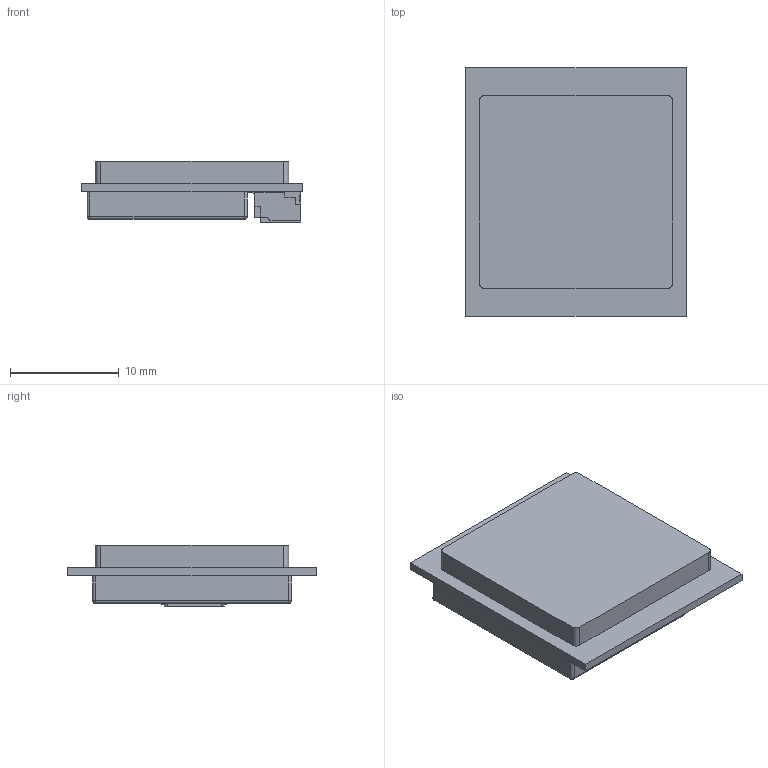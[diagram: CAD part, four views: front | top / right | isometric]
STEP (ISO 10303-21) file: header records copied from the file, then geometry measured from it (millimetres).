
FILE_DESCRIPTION(('HOOPS Exchange Step'),'2;1');
FILE_NAME('temp_export.step','2020-04-27T13:52:53-05:00',('mobile'),('Shapr3D Limited'),'HOOPS Exchange 2018.1','Shapr3D','Authorized');
FILE_SCHEMA( ('AP203_CONFIGURATION_CONTROLLED_3D_DESIGN_OF_MECHANICAL_PARTS_AND_ASSEMBLIES_MIM_LF') );
Length unit declared in the file: millimetre
Products named in the file (1): temp_export.x_b
Bounding box: 20.32 x 22.86 x 5.63 mm (x, y, z)
Volume: 1719.6 mm3; surface area: 1489.1 mm2
Topology: 8 solids, 8 shells, 261 faces, 720 edges, 470 vertices
Faces by surface type: plane 205, cylinder 52, sphere 4
Entity records: 8247 total; most frequent: CARTESIAN_POINT 1448, ORIENTED_EDGE 1432, DIRECTION 1344, EDGE_CURVE 716, VECTOR 612, LINE 612, VERTEX_POINT 470, AXIS2_PLACEMENT_3D 366
